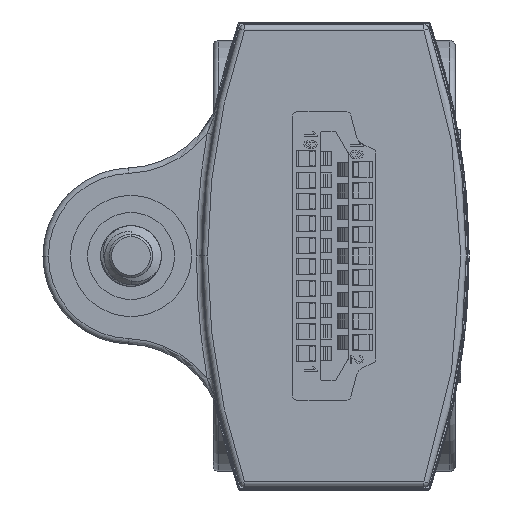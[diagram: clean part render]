
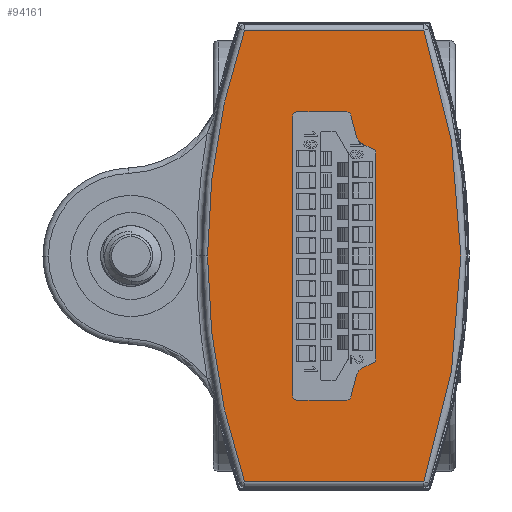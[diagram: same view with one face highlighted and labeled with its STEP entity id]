
A CAD part, left-side view. The second image highlights one B-rep face of the part: STEP entity #94161.
In plain terms, the highlighted face is planar.
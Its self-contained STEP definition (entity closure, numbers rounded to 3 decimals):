
#2280 = CARTESIAN_POINT ( 'NONE',  ( 0., 28.575, -26.797 ) ) ;
#2708 = VERTEX_POINT ( 'NONE', #89435 ) ;
#5597 = CARTESIAN_POINT ( 'NONE',  ( 10.414, 28.575, -4.318 ) ) ;
#10514 = VERTEX_POINT ( 'NONE', #87258 ) ;
#11322 = ORIENTED_EDGE ( 'NONE', *, *, #94960, .T. ) ;
#11491 = CIRCLE ( 'NONE', #38190, 32.639 ) ;
#14500 = ORIENTED_EDGE ( 'NONE', *, *, #89339, .T. ) ;
#15484 = VECTOR ( 'NONE', #15502, 1000. ) ;
#15502 = DIRECTION ( 'NONE',  ( 0., 0., -1. ) ) ;
#15531 = FACE_OUTER_BOUND ( 'NONE', #18263, .T. ) ;
#18263 = EDGE_LOOP ( 'NONE', ( #11322, #108898, #92395, #60144, #14500 ) ) ;
#19148 = DIRECTION ( 'NONE',  ( 0., 1., 0. ) ) ;
#21271 = CARTESIAN_POINT ( 'NONE',  ( -10.414, 28.575, -4.136 ) ) ;
#23337 = PLANE ( 'NONE',  #54330 ) ;
#25005 = LINE ( 'NONE', #124304, #51188 ) ;
#27389 = AXIS2_PLACEMENT_3D ( 'NONE', #41636, #51950, #110109 ) ;
#32039 = DIRECTION ( 'NONE',  ( 0., 0., 1. ) ) ;
#36360 = CIRCLE ( 'NONE', #27389, 32.639 ) ;
#38190 = AXIS2_PLACEMENT_3D ( 'NONE', #63815, #72073, #111709 ) ;
#38618 = LINE ( 'NONE', #5597, #15484 ) ;
#41480 = VERTEX_POINT ( 'NONE', #119333 ) ;
#41636 = CARTESIAN_POINT ( 'NONE',  ( 0., 28.575, -26.797 ) ) ;
#48009 = VERTEX_POINT ( 'NONE', #55934 ) ;
#51188 = VECTOR ( 'NONE', #123469, 1000. ) ;
#51950 = DIRECTION ( 'NONE',  ( 0., 1., 0. ) ) ;
#54330 = AXIS2_PLACEMENT_3D ( 'NONE', #2280, #61706, #32039 ) ;
#55934 = CARTESIAN_POINT ( 'NONE',  ( 10.414, 28.575, 4.136 ) ) ;
#60144 = ORIENTED_EDGE ( 'NONE', *, *, #113390, .T. ) ;
#60147 = AXIS2_PLACEMENT_3D ( 'NONE', #117379, #19148, #126895 ) ;
#61706 = DIRECTION ( 'NONE',  ( 0., 1., 0. ) ) ;
#63781 = EDGE_CURVE ( 'NONE', #2708, #10514, #11491, .T. ) ;
#63815 = CARTESIAN_POINT ( 'NONE',  ( 0., 28.575, -26.797 ) ) ;
#72073 = DIRECTION ( 'NONE',  ( 0., 1., 0. ) ) ;
#78991 = VERTEX_POINT ( 'NONE', #21271 ) ;
#80048 = CIRCLE ( 'NONE', #60147, 32.639 ) ;
#87258 = CARTESIAN_POINT ( 'NONE',  ( 0., 28.575, 5.842 ) ) ;
#89339 = EDGE_CURVE ( 'NONE', #48009, #41480, #38618, .T. ) ;
#89435 = CARTESIAN_POINT ( 'NONE',  ( -10.414, 28.575, 4.136 ) ) ;
#92395 = ORIENTED_EDGE ( 'NONE', *, *, #63781, .T. ) ;
#93099 = EDGE_CURVE ( 'NONE', #78991, #2708, #25005, .T. ) ;
#94161 = ADVANCED_FACE ( 'NONE', ( #15531 ), #23337, .T. ) ;
#94960 = EDGE_CURVE ( 'NONE', #41480, #78991, #80048, .T. ) ;
#108898 = ORIENTED_EDGE ( 'NONE', *, *, #93099, .T. ) ;
#110109 = DIRECTION ( 'NONE',  ( 0., 0., 1. ) ) ;
#111709 = DIRECTION ( 'NONE',  ( 0., 0., 1. ) ) ;
#113390 = EDGE_CURVE ( 'NONE', #10514, #48009, #36360, .T. ) ;
#117379 = CARTESIAN_POINT ( 'NONE',  ( 0., 28.575, 26.797 ) ) ;
#119333 = CARTESIAN_POINT ( 'NONE',  ( 10.414, 28.575, -4.136 ) ) ;
#123469 = DIRECTION ( 'NONE',  ( 0., 0., 1. ) ) ;
#124304 = CARTESIAN_POINT ( 'NONE',  ( -10.414, 28.575, 4.318 ) ) ;
#126895 = DIRECTION ( 'NONE',  ( 0., 0., 1. ) ) ;
